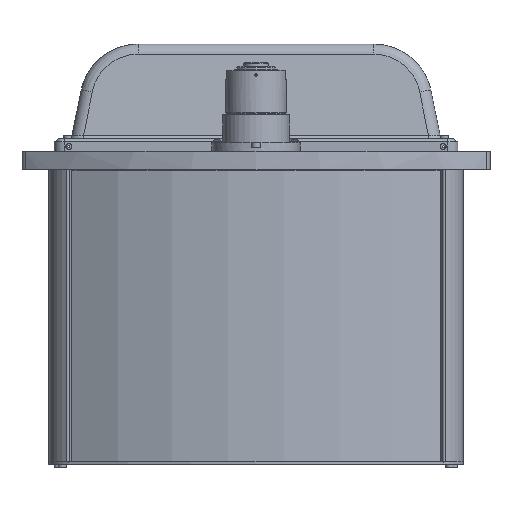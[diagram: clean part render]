
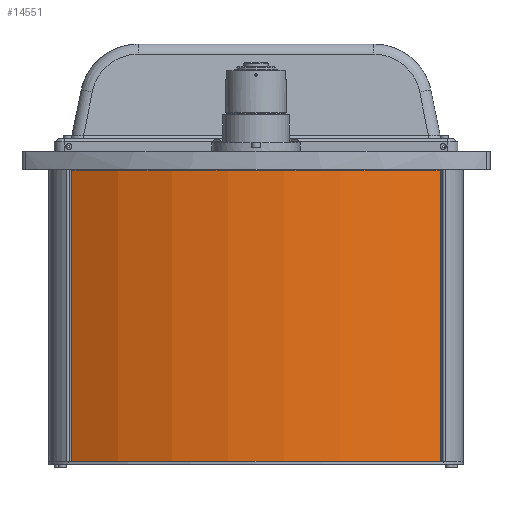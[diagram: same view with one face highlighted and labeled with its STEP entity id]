
A CAD part, front view. The second image highlights one B-rep face of the part: STEP entity #14551.
In plain terms, the highlighted cylindrical face has radius 378.5 mm (diameter 757 mm), a partial arc.
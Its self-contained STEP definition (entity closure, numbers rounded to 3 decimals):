
#478 = EDGE_CURVE ( 'NONE', #8946, #4909, #13987, .T. ) ;
#721 = CIRCLE ( 'NONE', #14227, 378.5 ) ;
#1153 = DIRECTION ( 'NONE',  ( 0., 0., -1. ) ) ;
#1570 = VERTEX_POINT ( 'NONE', #2516 ) ;
#2436 = CARTESIAN_POINT ( 'NONE',  ( 0., 333.5, -26.97 ) ) ;
#2516 = CARTESIAN_POINT ( 'NONE',  ( -193.524, 8.215, -26.97 ) ) ;
#2599 = VECTOR ( 'NONE', #1153, 1000. ) ;
#4007 = DIRECTION ( 'NONE',  ( 0.511, -0.859, 0. ) ) ;
#4909 = VERTEX_POINT ( 'NONE', #10903 ) ;
#5100 = VECTOR ( 'NONE', #10041, 1000. ) ;
#5130 = CIRCLE ( 'NONE', #11194, 378.5 ) ;
#5178 = LINE ( 'NONE', #12108, #2599 ) ;
#6044 = EDGE_CURVE ( 'NONE', #8946, #7448, #721, .T. ) ;
#6586 = DIRECTION ( 'NONE',  ( 0., 0., -1. ) ) ;
#7119 = DIRECTION ( 'NONE',  ( 0.511, -0.859, 0. ) ) ;
#7302 = DIRECTION ( 'NONE',  ( 0., 0., -1. ) ) ;
#7333 = CARTESIAN_POINT ( 'NONE',  ( 193.524, 8.215, 273.03 ) ) ;
#7448 = VERTEX_POINT ( 'NONE', #14190 ) ;
#7947 = AXIS2_PLACEMENT_3D ( 'NONE', #15591, #7302, #16980 ) ;
#8329 = CYLINDRICAL_SURFACE ( 'NONE', #7947, 378.5 ) ;
#8683 = EDGE_CURVE ( 'NONE', #7448, #1570, #5178, .T. ) ;
#8946 = VERTEX_POINT ( 'NONE', #7333 ) ;
#10041 = DIRECTION ( 'NONE',  ( 0., 0., -1. ) ) ;
#10903 = CARTESIAN_POINT ( 'NONE',  ( 193.524, 8.215, -26.97 ) ) ;
#10956 = ORIENTED_EDGE ( 'NONE', *, *, #8683, .T. ) ;
#11016 = ORIENTED_EDGE ( 'NONE', *, *, #478, .F. ) ;
#11194 = AXIS2_PLACEMENT_3D ( 'NONE', #2436, #6586, #4007 ) ;
#11221 = CARTESIAN_POINT ( 'NONE',  ( 0., 333.5, 273.03 ) ) ;
#11553 = CARTESIAN_POINT ( 'NONE',  ( 193.524, 8.215, -26.97 ) ) ;
#12108 = CARTESIAN_POINT ( 'NONE',  ( -193.524, 8.215, -26.97 ) ) ;
#13097 = FACE_OUTER_BOUND ( 'NONE', #14587, .T. ) ;
#13987 = LINE ( 'NONE', #11553, #5100 ) ;
#14190 = CARTESIAN_POINT ( 'NONE',  ( -193.524, 8.215, 273.03 ) ) ;
#14227 = AXIS2_PLACEMENT_3D ( 'NONE', #11221, #16615, #7119 ) ;
#14551 = ADVANCED_FACE ( 'NONE', ( #13097 ), #8329, .T. ) ;
#14587 = EDGE_LOOP ( 'NONE', ( #17011, #11016, #16946, #10956 ) ) ;
#15591 = CARTESIAN_POINT ( 'NONE',  ( 0., 333.5, -26.97 ) ) ;
#15755 = EDGE_CURVE ( 'NONE', #4909, #1570, #5130, .T. ) ;
#16615 = DIRECTION ( 'NONE',  ( 0., 0., -1. ) ) ;
#16946 = ORIENTED_EDGE ( 'NONE', *, *, #6044, .T. ) ;
#16980 = DIRECTION ( 'NONE',  ( -1., 0., 0. ) ) ;
#17011 = ORIENTED_EDGE ( 'NONE', *, *, #15755, .F. ) ;
